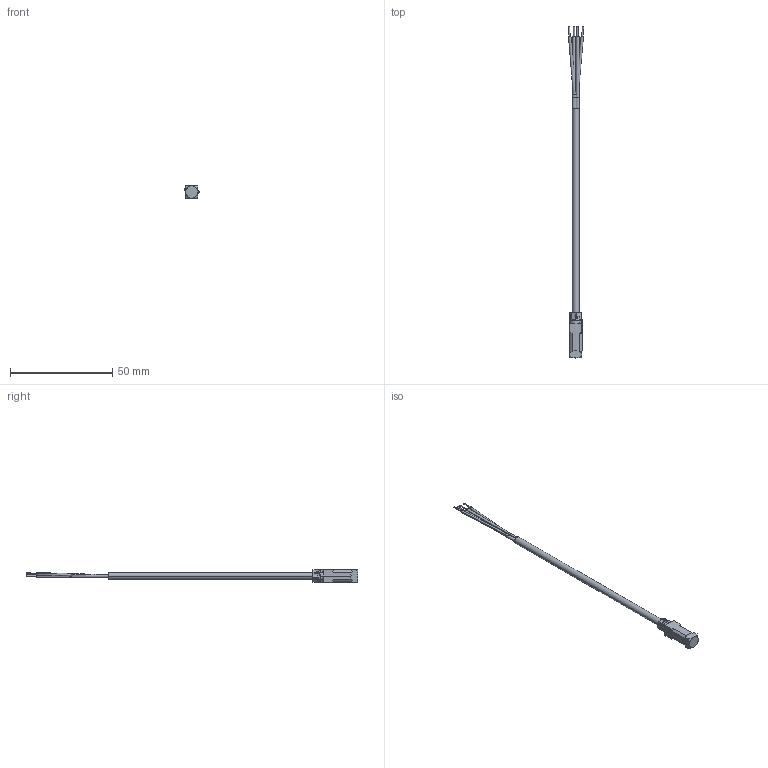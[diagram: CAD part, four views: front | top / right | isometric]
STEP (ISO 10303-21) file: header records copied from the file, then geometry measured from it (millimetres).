
FILE_DESCRIPTION((''),'2;1');
FILE_NAME('14620195______________06607786_ASM','2024-03-04T10:17:24',('SchwerB'),(''),'CREO PARAMETRIC BY PTC INC, 2022414','CREO PARAMETRIC BY PTC INC, 2022414','');
FILE_SCHEMA(('AP242_MANAGED_MODEL_BASED_3D_ENGINEERING_MIM_LF { 1 0 10303 442 1 1 4 }'));
Length unit declared in the file: millimetre
Products named in the file (8): 14607679_EBZ_TF2000___06606251; 14607682_EBZ_TF2000___06606254; 14605760______________06606255; 14656300______________06851333; 14620574_KAPPE________06606257; 14606476_EBZ__________06606259; 14606473_EBZ__________06606260; 14620195______________06607786_ASM
Assembly tree (7 placements, depth 2):
  14620195______________06607786_ASM
    14607679_EBZ_TF2000___06606251
    14607682_EBZ_TF2000___06606254
    14605760______________06606255
    14656300______________06851333
    14620574_KAPPE________06606257
    14606476_EBZ__________06606259
    14606473_EBZ__________06606260
Bounding box: 7.55 x 162.03 x 6.1 mm (x, y, z)
Volume: 2351.8 mm3; surface area: 4654.3 mm2
Topology: 7 solids, 7 shells, 275 faces, 618 edges, 365 vertices
Faces by surface type: bspline 94, cylinder 72, plane 71, cone 20, torus 12, sphere 6
Entity records: 16549 total; most frequent: CARTESIAN_POINT 6901, ORIENTED_EDGE 1224, DIRECTION 1219, PRESENTATION_STYLE_ASSIGNMENT 721, STYLED_ITEM 709, EDGE_CURVE 612, AXIS2_PLACEMENT_3D 511, CURVE_STYLE 434
